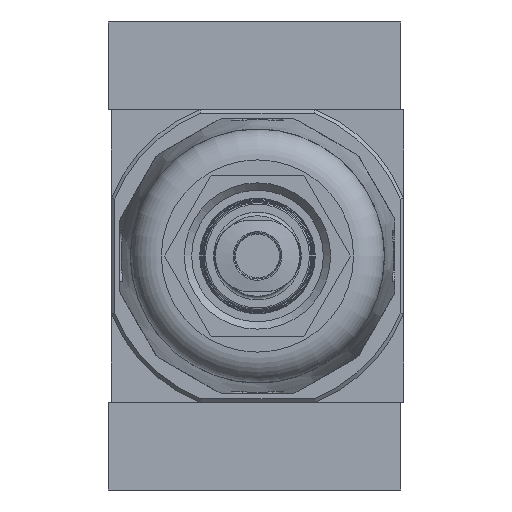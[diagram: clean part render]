
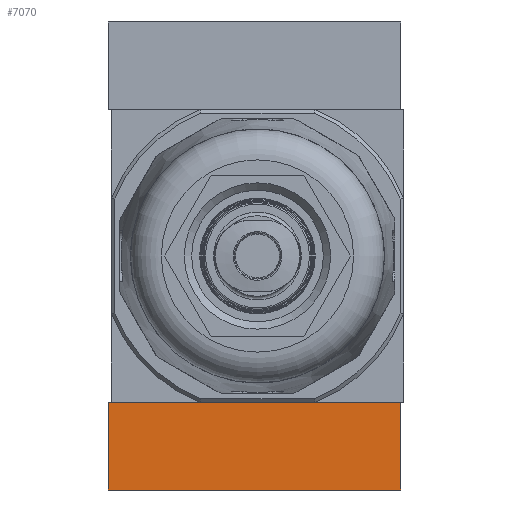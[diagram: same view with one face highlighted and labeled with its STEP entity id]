
A CAD part, front view. The second image highlights one B-rep face of the part: STEP entity #7070.
In plain terms, the highlighted face is planar.
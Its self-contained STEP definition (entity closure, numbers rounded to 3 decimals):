
#403=LINE('',#10918,#753);
#408=LINE('',#10932,#758);
#410=LINE('',#10936,#760);
#411=LINE('',#10937,#761);
#753=VECTOR('',#8693,1000.);
#758=VECTOR('',#8706,1000.);
#760=VECTOR('',#8710,1000.);
#761=VECTOR('',#8711,1000.);
#994=PLANE('',#7572);
#2043=ORIENTED_EDGE('',*,*,#3144,.T.);
#2044=ORIENTED_EDGE('',*,*,#3135,.F.);
#2045=ORIENTED_EDGE('',*,*,#3145,.F.);
#2046=ORIENTED_EDGE('',*,*,#3142,.T.);
#3135=EDGE_CURVE('',#3759,#3756,#403,.T.);
#3142=EDGE_CURVE('',#3765,#3764,#408,.T.);
#3144=EDGE_CURVE('',#3764,#3756,#410,.T.);
#3145=EDGE_CURVE('',#3765,#3759,#411,.T.);
#3756=VERTEX_POINT('',#10912);
#3759=VERTEX_POINT('',#10917);
#3764=VERTEX_POINT('',#10931);
#3765=VERTEX_POINT('',#10933);
#4507=EDGE_LOOP('',(#2043,#2044,#2045,#2046));
#5013=FACE_BOUND('',#4507,.T.);
#7070=ADVANCED_FACE('',(#5013),#994,.F.);
#7572=AXIS2_PLACEMENT_3D('',#10935,#8708,#8709);
#8693=DIRECTION('',(0.,0.,-1.));
#8706=DIRECTION('',(0.,0.,-1.));
#8708=DIRECTION('',(0.,-1.,0.));
#8709=DIRECTION('',(0.,0.,-1.));
#8710=DIRECTION('',(-1.,0.,0.));
#8711=DIRECTION('',(-1.,0.,0.));
#10912=CARTESIAN_POINT('',(-20.,10.,-6.));
#10917=CARTESIAN_POINT('',(-20.,10.,6.));
#10918=CARTESIAN_POINT('',(-20.,10.,6.));
#10931=CARTESIAN_POINT('',(20.,10.,-6.));
#10932=CARTESIAN_POINT('',(20.,10.,6.));
#10933=CARTESIAN_POINT('',(20.,10.,6.));
#10935=CARTESIAN_POINT('',(20.,10.,6.));
#10936=CARTESIAN_POINT('',(20.,10.,-6.));
#10937=CARTESIAN_POINT('',(20.,10.,6.));
